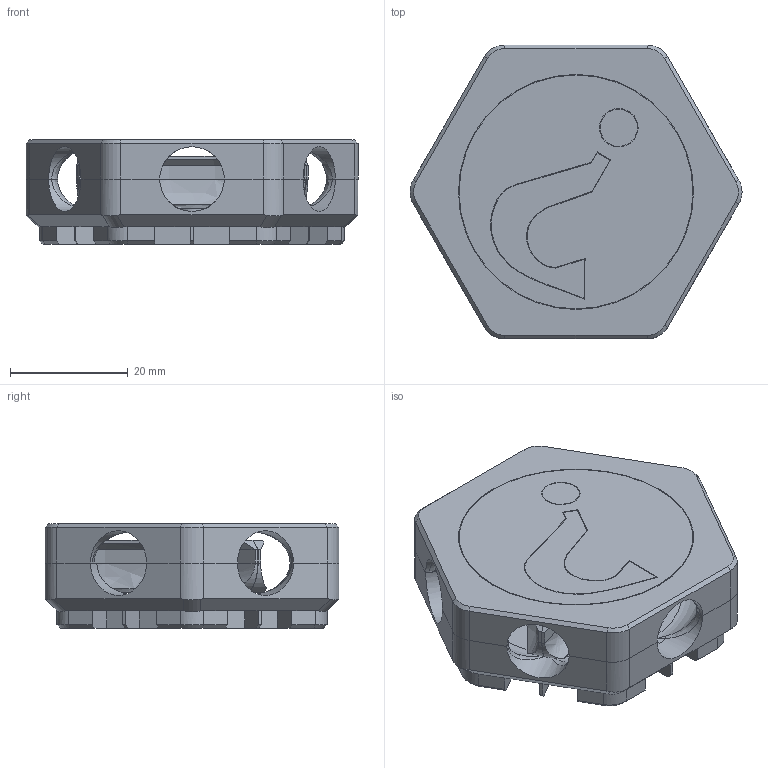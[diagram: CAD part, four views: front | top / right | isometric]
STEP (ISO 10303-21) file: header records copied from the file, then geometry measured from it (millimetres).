
FILE_DESCRIPTION(/* description */ (''),/* implementation_level */ '2;1');
FILE_NAME(/* name */ 'Secret Flipper Example Assembly - Dont Print.step',/* time_stamp */ '2023-05-13T18:38:56-06:00',/* author */ (''),/* organization */ (''),/* preprocessor_version */ 'ST-DEVELOPER v19.2',/* originating_system */ 'Autodesk Translation Framework v12.4.0.73',/* authorisation */ '');
FILE_SCHEMA (('AUTOMOTIVE_DESIGN { 1 0 10303 214 3 1 1 }'));
Length unit declared in the file: millimetre
Products named in the file (4): Stealth Tiles; Tile; Flippy Dingus; Tile (1)
Assembly tree (3 placements, depth 3):
  Stealth Tiles
    Tile
      Flippy Dingus
      Tile (1)
Bounding box: 56.5 x 50 x 17.8 mm (x, y, z)
Volume: 21041.6 mm3; surface area: 17439.8 mm2
Topology: 4 solids, 4 shells, 384 faces, 1026 edges, 634 vertices
Faces by surface type: plane 177, bspline 87, cylinder 76, torus 26, cone 18
Full cylindrical faces by diameter (mm): 3 x1, 3.5 x1, 4 x1, 4.75 x6, 5 x6, 8 x1, 39.8 x1, 40 x1
Entity records: 15216 total; most frequent: CARTESIAN_POINT 6346, ORIENTED_EDGE 2006, DIRECTION 1550, EDGE_CURVE 1003, VERTEX_POINT 634, AXIS2_PLACEMENT_3D 531, LINE 488, VECTOR 488
